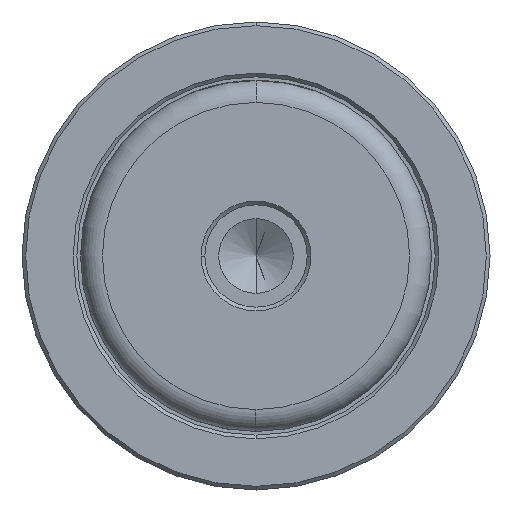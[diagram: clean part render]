
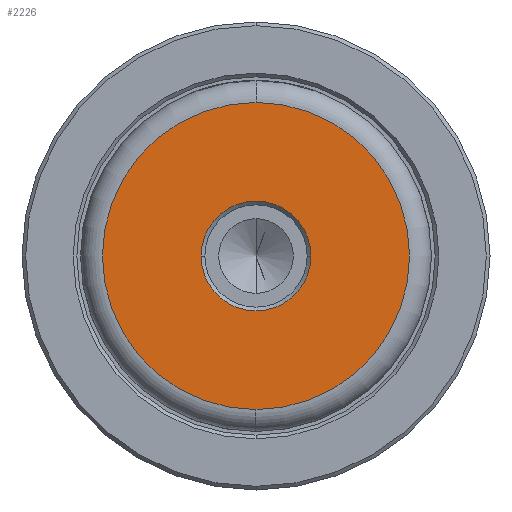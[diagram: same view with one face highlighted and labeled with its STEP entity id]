
A CAD part, left-side view. The second image highlights one B-rep face of the part: STEP entity #2226.
In plain terms, the highlighted planar face has unit normal (-1, 0, 0).
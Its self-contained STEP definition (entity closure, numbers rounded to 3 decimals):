
#10 = DIRECTION ( 'NONE',  ( 0., 0., 1. ) ) ;
#173 = VERTEX_POINT ( 'NONE', #499 ) ;
#215 = CARTESIAN_POINT ( 'NONE',  ( 0., 0., 0. ) ) ;
#297 = DIRECTION ( 'NONE',  ( 0., 0., 1. ) ) ;
#402 = DIRECTION ( 'NONE',  ( 0., 0., 1. ) ) ;
#471 = PLANE ( 'NONE',  #1109 ) ;
#499 = CARTESIAN_POINT ( 'NONE',  ( 0., 7.5, 0. ) ) ;
#524 = VERTEX_POINT ( 'NONE', #1006 ) ;
#549 = ORIENTED_EDGE ( 'NONE', *, *, #1341, .T. ) ;
#653 = VERTEX_POINT ( 'NONE', #2011 ) ;
#657 = EDGE_LOOP ( 'NONE', ( #549, #1550 ) ) ;
#722 = FACE_OUTER_BOUND ( 'NONE', #657, .T. ) ;
#972 = VERTEX_POINT ( 'NONE', #1408 ) ;
#980 = CARTESIAN_POINT ( 'NONE',  ( 0., 0., 0. ) ) ;
#1006 = CARTESIAN_POINT ( 'NONE',  ( 0., 0., 20.997 ) ) ;
#1037 = CIRCLE ( 'NONE', #1959, 7.5 ) ;
#1039 = CARTESIAN_POINT ( 'NONE',  ( 0., 0., 0. ) ) ;
#1047 = CARTESIAN_POINT ( 'NONE',  ( 0., 0., 0. ) ) ;
#1087 = CIRCLE ( 'NONE', #1415, 20.997 ) ;
#1109 = AXIS2_PLACEMENT_3D ( 'NONE', #1047, #1430, #297 ) ;
#1156 = DIRECTION ( 'NONE',  ( 1., 0., 0. ) ) ;
#1174 = DIRECTION ( 'NONE',  ( 0., 0., 1. ) ) ;
#1204 = CIRCLE ( 'NONE', #1404, 7.5 ) ;
#1237 = DIRECTION ( 'NONE',  ( 0., 0., 1. ) ) ;
#1341 = EDGE_CURVE ( 'NONE', #524, #972, #1087, .T. ) ;
#1372 = EDGE_CURVE ( 'NONE', #972, #524, #2370, .T. ) ;
#1404 = AXIS2_PLACEMENT_3D ( 'NONE', #215, #1548, #402 ) ;
#1408 = CARTESIAN_POINT ( 'NONE',  ( 0., 0., -20.997 ) ) ;
#1415 = AXIS2_PLACEMENT_3D ( 'NONE', #1039, #2377, #1237 ) ;
#1430 = DIRECTION ( 'NONE',  ( -1., 0., 0. ) ) ;
#1546 = AXIS2_PLACEMENT_3D ( 'NONE', #980, #2317, #1174 ) ;
#1548 = DIRECTION ( 'NONE',  ( 1., 0., 0. ) ) ;
#1550 = ORIENTED_EDGE ( 'NONE', *, *, #1372, .T. ) ;
#1741 = FACE_BOUND ( 'NONE', #1847, .T. ) ;
#1833 = EDGE_CURVE ( 'NONE', #173, #653, #1037, .T. ) ;
#1847 = EDGE_LOOP ( 'NONE', ( #2477, #2017 ) ) ;
#1959 = AXIS2_PLACEMENT_3D ( 'NONE', #2296, #1156, #10 ) ;
#2007 = EDGE_CURVE ( 'NONE', #653, #173, #1204, .T. ) ;
#2011 = CARTESIAN_POINT ( 'NONE',  ( 0., -7.5, 0. ) ) ;
#2017 = ORIENTED_EDGE ( 'NONE', *, *, #1833, .T. ) ;
#2226 = ADVANCED_FACE ( 'NONE', ( #1741, #722 ), #471, .T. ) ;
#2296 = CARTESIAN_POINT ( 'NONE',  ( 0., 0., 0. ) ) ;
#2317 = DIRECTION ( 'NONE',  ( -1., 0., 0. ) ) ;
#2370 = CIRCLE ( 'NONE', #1546, 20.997 ) ;
#2377 = DIRECTION ( 'NONE',  ( -1., 0., 0. ) ) ;
#2477 = ORIENTED_EDGE ( 'NONE', *, *, #2007, .T. ) ;
